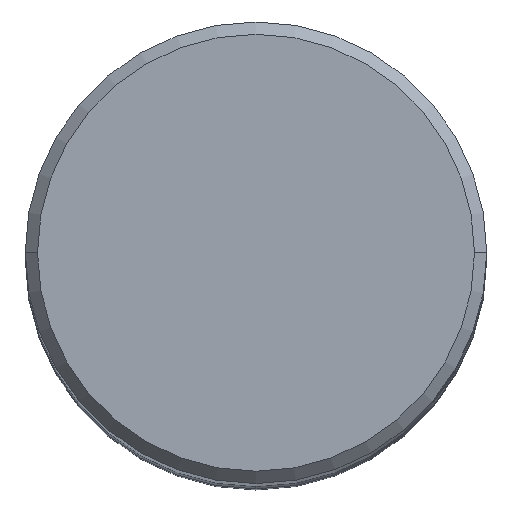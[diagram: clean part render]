
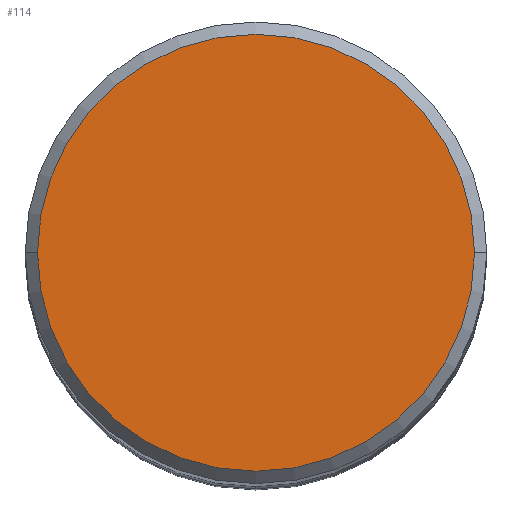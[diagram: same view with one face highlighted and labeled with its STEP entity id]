
A CAD part, top view. The second image highlights one B-rep face of the part: STEP entity #114.
In plain terms, the highlighted planar face has unit normal (0, 0, 1).
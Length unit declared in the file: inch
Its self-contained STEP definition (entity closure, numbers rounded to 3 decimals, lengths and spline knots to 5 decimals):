
#14 = CARTESIAN_POINT ( 'NONE',  ( 0., 0., 0. ) ) ;
#29 = DIRECTION ( 'NONE',  ( 0., 0., 1. ) ) ;
#105 = CARTESIAN_POINT ( 'NONE',  ( 0.355, 0., 0. ) ) ;
#114 = ADVANCED_FACE ( 'NONE', ( #454 ), #332, .F. ) ;
#139 = ORIENTED_EDGE ( 'NONE', *, *, #189, .T. ) ;
#149 = AXIS2_PLACEMENT_3D ( 'NONE', #178, #29, #294 ) ;
#162 = DIRECTION ( 'NONE',  ( 0., 0., 1. ) ) ;
#167 = CIRCLE ( 'NONE', #458, 0.355 ) ;
#178 = CARTESIAN_POINT ( 'NONE',  ( 0., 0., 0. ) ) ;
#189 = EDGE_CURVE ( 'NONE', #305, #504, #268, .T. ) ;
#213 = DIRECTION ( 'NONE',  ( -1., 0., 0. ) ) ;
#245 = ORIENTED_EDGE ( 'NONE', *, *, #432, .T. ) ;
#268 = CIRCLE ( 'NONE', #149, 0.355 ) ;
#291 = DIRECTION ( 'NONE',  ( 0., 0., -1. ) ) ;
#294 = DIRECTION ( 'NONE',  ( 1., 0., 0. ) ) ;
#305 = VERTEX_POINT ( 'NONE', #105 ) ;
#314 = DIRECTION ( 'NONE',  ( 1., 0., 0. ) ) ;
#332 = PLANE ( 'NONE',  #494 ) ;
#381 = EDGE_LOOP ( 'NONE', ( #245, #139 ) ) ;
#396 = CARTESIAN_POINT ( 'NONE',  ( -0.355, 0., 0. ) ) ;
#404 = CARTESIAN_POINT ( 'NONE',  ( 0., 0.355, 0. ) ) ;
#432 = EDGE_CURVE ( 'NONE', #504, #305, #167, .T. ) ;
#454 = FACE_OUTER_BOUND ( 'NONE', #381, .T. ) ;
#458 = AXIS2_PLACEMENT_3D ( 'NONE', #14, #162, #314 ) ;
#494 = AXIS2_PLACEMENT_3D ( 'NONE', #404, #291, #213 ) ;
#504 = VERTEX_POINT ( 'NONE', #396 ) ;
